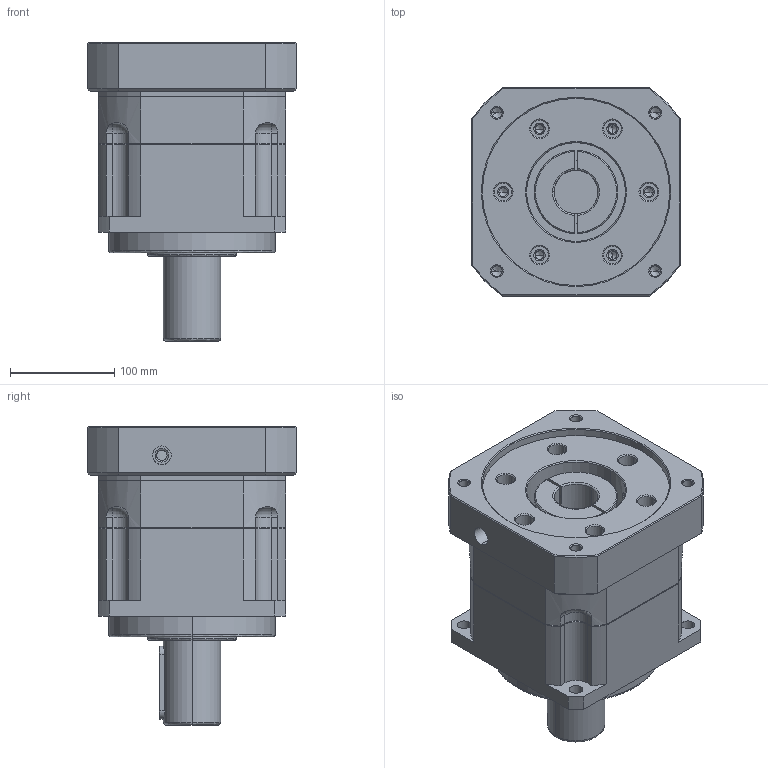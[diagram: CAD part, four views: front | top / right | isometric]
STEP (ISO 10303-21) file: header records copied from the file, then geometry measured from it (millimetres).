
FILE_DESCRIPTION (( 'STEP AP214' ), '1' );
FILE_NAME ('SB180-L1-42-180-215M12Z83.STEP', '2023-12-20T06:39:53', ( 'admin' ), ( '' ), 'SwSTEP 2.0', 'SolidWorks 2013', '' );
FILE_SCHEMA (( 'AUTOMOTIVE_DESIGN' ));
Length unit declared in the file: millimetre
Products named in the file (4): SB180_X2_58F34F537AEF_X0_-35; SB180_X2_8F9351FA7AEF_X0_; SB180-L1-42-180-215M12Z83; SB180-180-215M12
Assembly tree (3 placements, depth 2):
  SB180-L1-42-180-215M12Z83
    SB180_X2_8F9351FA7AEF_X0_
    SB180_X2_58F34F537AEF_X0_-35
    SB180-180-215M12
Bounding box: 200 x 200 x 287 mm (x, y, z)
Volume: 5800910.8 mm3; surface area: 406067 mm2
Topology: 3 solids, 3 shells, 387 faces, 927 edges, 553 vertices
Faces by surface type: cylinder 155, cone 111, plane 108, bspline 9, torus 4
Entity records: 16413 total; most frequent: CARTESIAN_POINT 3038, DIRECTION 1958, ORIENTED_EDGE 1810, EDGE_CURVE 905, AXIS2_PLACEMENT_3D 773, VERTEX_POINT 553, EDGE_LOOP 450, VECTOR 412
